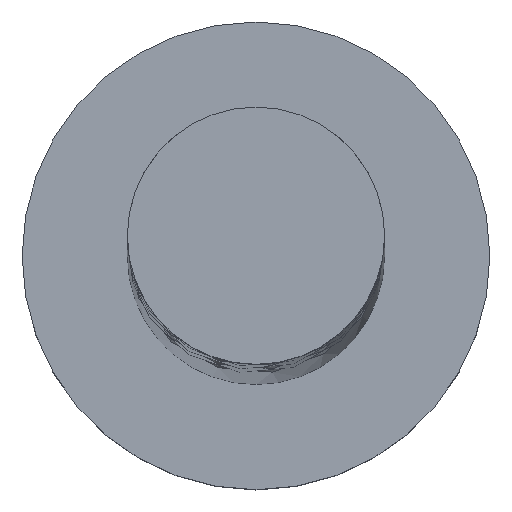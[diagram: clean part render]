
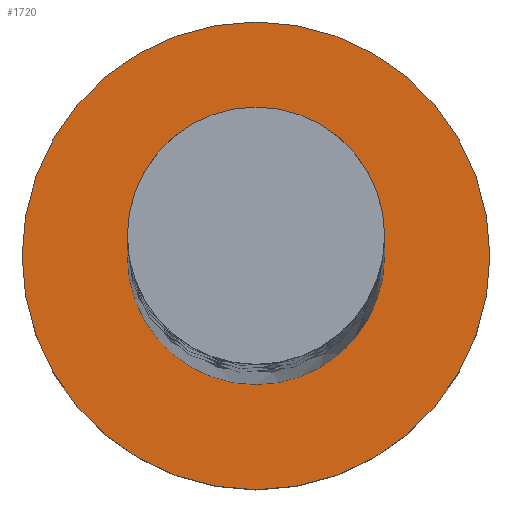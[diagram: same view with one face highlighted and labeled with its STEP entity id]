
A CAD part, top view. The second image highlights one B-rep face of the part: STEP entity #1720.
In plain terms, the highlighted planar face has unit normal (0, 0, 1).
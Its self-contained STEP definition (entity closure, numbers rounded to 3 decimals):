
#7 = CIRCLE ( 'NONE', #1312, 2.75 ) ;
#32 = CARTESIAN_POINT ( 'NONE',  ( 0., 0., 3. ) ) ;
#51 = ORIENTED_EDGE ( 'NONE', *, *, #1414, .F. ) ;
#80 = PLANE ( 'NONE',  #844 ) ;
#90 = EDGE_CURVE ( 'NONE', #968, #119, #1585, .T. ) ;
#119 = VERTEX_POINT ( 'NONE', #1032 ) ;
#169 = ORIENTED_EDGE ( 'NONE', *, *, #525, .T. ) ;
#183 = DIRECTION ( 'NONE',  ( 0., 0., 1. ) ) ;
#198 = DIRECTION ( 'NONE',  ( 0., 0., 1. ) ) ;
#221 = FACE_OUTER_BOUND ( 'NONE', #1090, .T. ) ;
#231 = FACE_BOUND ( 'NONE', #394, .T. ) ;
#394 = EDGE_LOOP ( 'NONE', ( #51, #1236 ) ) ;
#446 = CARTESIAN_POINT ( 'NONE',  ( 0., 0., 3. ) ) ;
#525 = EDGE_CURVE ( 'NONE', #1156, #1824, #752, .T. ) ;
#555 = CARTESIAN_POINT ( 'NONE',  ( -5., 0., 3. ) ) ;
#699 = DIRECTION ( 'NONE',  ( 1., 0., 0. ) ) ;
#717 = DIRECTION ( 'NONE',  ( 0., 0., 1. ) ) ;
#752 = CIRCLE ( 'NONE', #1136, 5. ) ;
#786 = DIRECTION ( 'NONE',  ( 1., 0., 0. ) ) ;
#844 = AXIS2_PLACEMENT_3D ( 'NONE', #1642, #924, #786 ) ;
#908 = DIRECTION ( 'NONE',  ( 0., 0., 1. ) ) ;
#924 = DIRECTION ( 'NONE',  ( 0., 0., 1. ) ) ;
#929 = AXIS2_PLACEMENT_3D ( 'NONE', #1296, #908, #1764 ) ;
#961 = CARTESIAN_POINT ( 'NONE',  ( 2.75, 0., 3. ) ) ;
#968 = VERTEX_POINT ( 'NONE', #961 ) ;
#1025 = DIRECTION ( 'NONE',  ( 1., 0., 0. ) ) ;
#1029 = CARTESIAN_POINT ( 'NONE',  ( 0., 0., 3. ) ) ;
#1032 = CARTESIAN_POINT ( 'NONE',  ( -2.75, 0., 3. ) ) ;
#1090 = EDGE_LOOP ( 'NONE', ( #1557, #169 ) ) ;
#1136 = AXIS2_PLACEMENT_3D ( 'NONE', #446, #717, #699 ) ;
#1141 = CIRCLE ( 'NONE', #929, 5. ) ;
#1156 = VERTEX_POINT ( 'NONE', #1238 ) ;
#1236 = ORIENTED_EDGE ( 'NONE', *, *, #90, .F. ) ;
#1238 = CARTESIAN_POINT ( 'NONE',  ( 5., 0., 3. ) ) ;
#1296 = CARTESIAN_POINT ( 'NONE',  ( 0., 0., 3. ) ) ;
#1312 = AXIS2_PLACEMENT_3D ( 'NONE', #1029, #198, #1756 ) ;
#1414 = EDGE_CURVE ( 'NONE', #119, #968, #7, .T. ) ;
#1557 = ORIENTED_EDGE ( 'NONE', *, *, #1582, .T. ) ;
#1582 = EDGE_CURVE ( 'NONE', #1824, #1156, #1141, .T. ) ;
#1585 = CIRCLE ( 'NONE', #1732, 2.75 ) ;
#1642 = CARTESIAN_POINT ( 'NONE',  ( 0., 0., 3. ) ) ;
#1720 = ADVANCED_FACE ( 'NONE', ( #231, #221 ), #80, .T. ) ;
#1732 = AXIS2_PLACEMENT_3D ( 'NONE', #32, #183, #1025 ) ;
#1756 = DIRECTION ( 'NONE',  ( 1., 0., 0. ) ) ;
#1764 = DIRECTION ( 'NONE',  ( 1., 0., 0. ) ) ;
#1824 = VERTEX_POINT ( 'NONE', #555 ) ;
